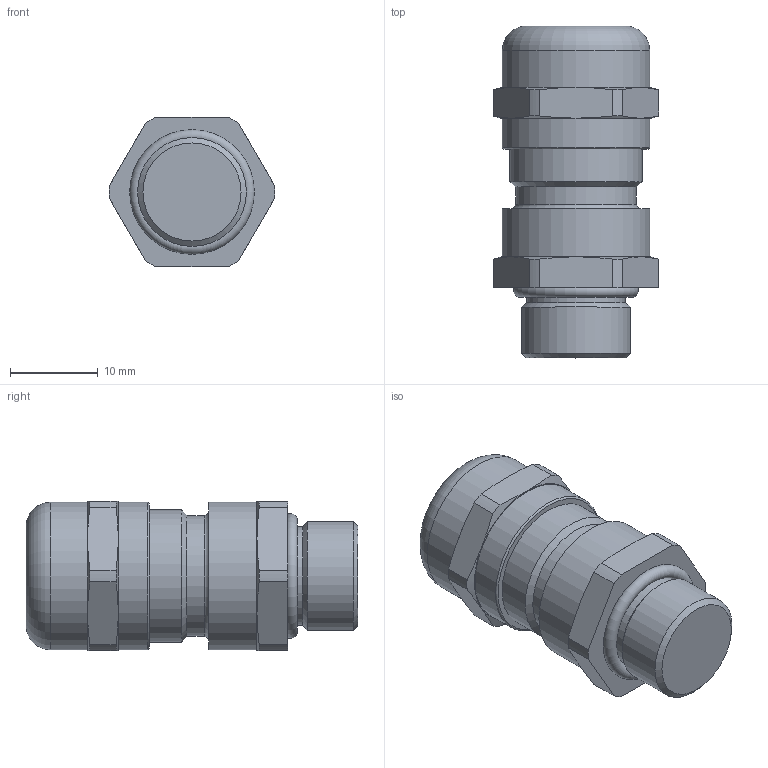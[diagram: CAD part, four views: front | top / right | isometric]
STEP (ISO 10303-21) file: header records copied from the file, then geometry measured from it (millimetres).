
FILE_DESCRIPTION((''),'2;1');
FILE_NAME('BSBCVG-01.stp','2012-10-11T09:17:59',('mustafa'),(''),'Autodesk Inventor 2013','Autodesk Inventor 2013','');
FILE_SCHEMA(('AUTOMOTIVE_DESIGN { 1 0 10303 214 1 1 1 1 }'));
Length unit declared in the file: inch
Products named in the file (1): PG 7 HAVALANDIRMA RAKORU (PG9) TL8_Shrinkwrap_1
Bounding box: 18.89 x 37.79 x 17 mm (x, y, z)
Volume: 7304.5 mm3; surface area: 2537 mm2
Topology: 1 solids, 1 shells, 65 faces, 143 edges, 87 vertices
Faces by surface type: plane 21, cone 21, cylinder 19, torus 4
Full cylindrical faces by diameter (mm): 11.18 x1, 12.4 x1, 13.76 x1, 15.1 x1, 16.8 x3
Entity records: 1771 total; most frequent: CARTESIAN_POINT 352, DIRECTION 286, ORIENTED_EDGE 256, AXIS2_PLACEMENT_3D 128, EDGE_CURVE 128, VERTEX_POINT 86, EDGE_LOOP 86, STYLED_ITEM 66
